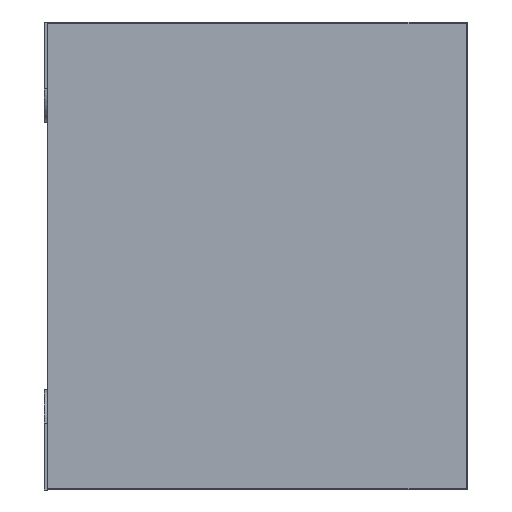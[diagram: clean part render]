
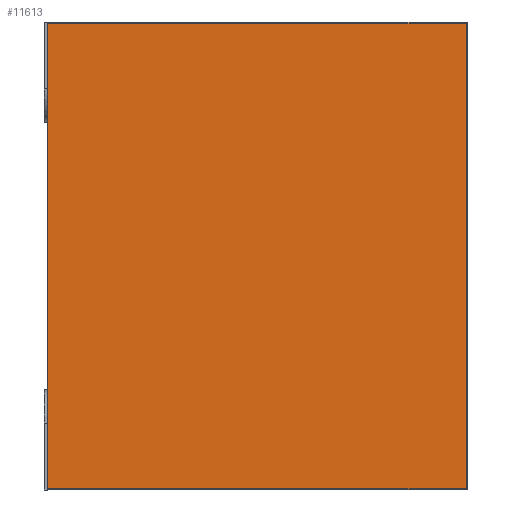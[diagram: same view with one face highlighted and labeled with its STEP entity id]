
A CAD part, left-side view. The second image highlights one B-rep face of the part: STEP entity #11613.
In plain terms, the highlighted planar face has unit normal (-1, 0, 0).
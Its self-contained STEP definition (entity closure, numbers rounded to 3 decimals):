
#543=PLANE('',#12122);
#1072=FACE_OUTER_BOUND('',#1647,.T.);
#1647=EDGE_LOOP('',(#10265,#10266,#10267,#10268));
#2996=LINE('',#18544,#4368);
#2997=LINE('',#18554,#4369);
#2998=LINE('',#18556,#4370);
#3000=LINE('',#18561,#4372);
#4368=VECTOR('',#14399,6.261);
#4369=VECTOR('',#14414,6.261);
#4370=VECTOR('',#14417,6.96);
#4372=VECTOR('',#14425,6.96);
#5654=VERTEX_POINT('',#18537);
#5655=VERTEX_POINT('',#18542);
#5656=VERTEX_POINT('',#18548);
#5657=VERTEX_POINT('',#18552);
#7211=EDGE_CURVE('',#5654,#5655,#2996,.T.);
#7216=EDGE_CURVE('',#5657,#5656,#2997,.T.);
#7217=EDGE_CURVE('',#5656,#5654,#2998,.T.);
#7219=EDGE_CURVE('',#5655,#5657,#3000,.T.);
#10265=ORIENTED_EDGE('',*,*,#7211,.F.);
#10266=ORIENTED_EDGE('',*,*,#7217,.F.);
#10267=ORIENTED_EDGE('',*,*,#7216,.F.);
#10268=ORIENTED_EDGE('',*,*,#7219,.F.);
#11613=ADVANCED_FACE('',(#1072),#543,.T.);
#12122=AXIS2_PLACEMENT_3D('',#18560,#14423,#14424);
#14399=DIRECTION('',(0.,1.,0.));
#14414=DIRECTION('',(0.,-1.,0.));
#14417=DIRECTION('',(0.,0.,-1.));
#14423=DIRECTION('center_axis',(-1.,0.,0.));
#14424=DIRECTION('ref_axis',(0.,0.,1.));
#14425=DIRECTION('',(0.,0.,1.));
#18537=CARTESIAN_POINT('',(0.,0.019,-6.98));
#18542=CARTESIAN_POINT('',(0.,6.28,-6.98));
#18544=CARTESIAN_POINT('',(0.,0.,-6.98));
#18548=CARTESIAN_POINT('',(0.,0.019,-0.02));
#18552=CARTESIAN_POINT('',(0.,6.28,-0.02));
#18554=CARTESIAN_POINT('',(0.,0.,-0.02));
#18556=CARTESIAN_POINT('',(0.,0.019,-5.25));
#18560=CARTESIAN_POINT('Origin',(0.,0.,-7.));
#18561=CARTESIAN_POINT('',(0.,6.28,-7.));
